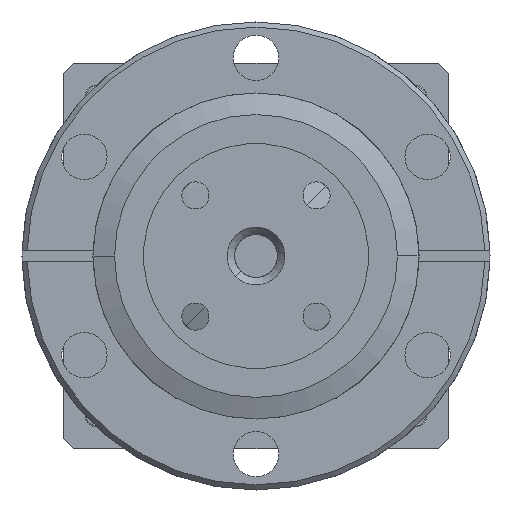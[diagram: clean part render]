
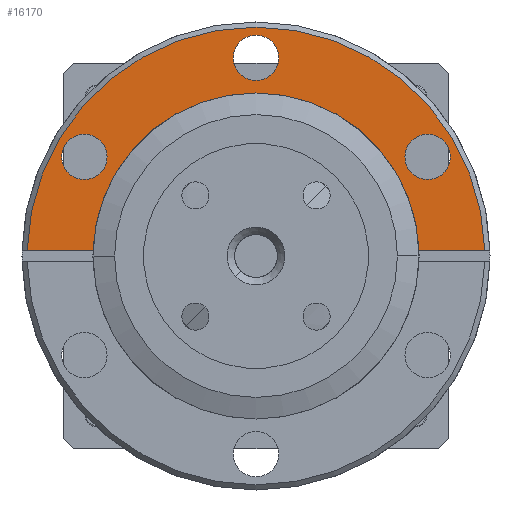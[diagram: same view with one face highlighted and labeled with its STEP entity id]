
A CAD part, front view. The second image highlights one B-rep face of the part: STEP entity #16170.
In plain terms, the highlighted planar face has unit normal (0, -1, 0).
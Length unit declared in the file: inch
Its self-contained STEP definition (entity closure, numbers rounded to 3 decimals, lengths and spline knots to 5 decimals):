
#137 = CIRCLE ( 'NONE', #10221, 0.1325 ) ;
#216 = EDGE_CURVE ( 'NONE', #9787, #9769, #16549, .T. ) ;
#219 = EDGE_CURVE ( 'NONE', #9784, #9758, #16553, .T. ) ;
#1473 = ORIENTED_EDGE ( 'NONE', *, *, #17677, .F. ) ;
#1497 = ORIENTED_EDGE ( 'NONE', *, *, #2124, .F. ) ;
#1516 = ORIENTED_EDGE ( 'NONE', *, *, #216, .F. ) ;
#1910 = EDGE_LOOP ( 'NONE', ( #17547, #9344 ) ) ;
#1916 = EDGE_LOOP ( 'NONE', ( #9408, #1497 ) ) ;
#1917 = EDGE_LOOP ( 'NONE', ( #16343, #1516 ) ) ;
#1919 = EDGE_LOOP ( 'NONE', ( #16329, #9368, #16348, #1473 ) ) ;
#2124 = EDGE_CURVE ( 'NONE', #9777, #9730, #137, .T. ) ;
#2564 = DIRECTION ( 'NONE',  ( 0., 0., 1. ) ) ;
#2569 = CARTESIAN_POINT ( 'NONE',  ( -1.00113, -0.788, 0.578 ) ) ;
#2615 = DIRECTION ( 'NONE',  ( 0., -1., 0. ) ) ;
#7878 = CARTESIAN_POINT ( 'NONE',  ( 0.95053, -0.788, 0.03 ) ) ;
#7887 = CARTESIAN_POINT ( 'NONE',  ( 1.33466, -0.788, 0.03 ) ) ;
#7954 = CARTESIAN_POINT ( 'NONE',  ( 1.00113, -0.788, 0.7105 ) ) ;
#7990 = CARTESIAN_POINT ( 'NONE',  ( 0., -0.788, 1.2885 ) ) ;
#8008 = CARTESIAN_POINT ( 'NONE',  ( -1.00113, -0.788, 0.7105 ) ) ;
#8017 = CARTESIAN_POINT ( 'NONE',  ( 1.00113, -0.788, 0.4455 ) ) ;
#8024 = CARTESIAN_POINT ( 'NONE',  ( 0., -0.788, 1.0235 ) ) ;
#8028 = CARTESIAN_POINT ( 'NONE',  ( -1.00113, -0.788, 0.4455 ) ) ;
#8179 = CARTESIAN_POINT ( 'NONE',  ( -0.95053, -0.788, 0.03 ) ) ;
#8188 = CARTESIAN_POINT ( 'NONE',  ( -1.33466, -0.788, 0.03 ) ) ;
#8546 = DIRECTION ( 'NONE',  ( 0., -1., 0. ) ) ;
#8547 = CARTESIAN_POINT ( 'NONE',  ( 0., -0.788, 1.156 ) ) ;
#8548 = DIRECTION ( 'NONE',  ( 0., 0., 1. ) ) ;
#9344 = ORIENTED_EDGE ( 'NONE', *, *, #219, .F. ) ;
#9368 = ORIENTED_EDGE ( 'NONE', *, *, #17702, .F. ) ;
#9408 = ORIENTED_EDGE ( 'NONE', *, *, #17686, .F. ) ;
#9671 = VERTEX_POINT ( 'NONE', #7878 ) ;
#9679 = VERTEX_POINT ( 'NONE', #7887 ) ;
#9730 = VERTEX_POINT ( 'NONE', #7954 ) ;
#9758 = VERTEX_POINT ( 'NONE', #7990 ) ;
#9769 = VERTEX_POINT ( 'NONE', #8008 ) ;
#9777 = VERTEX_POINT ( 'NONE', #8017 ) ;
#9784 = VERTEX_POINT ( 'NONE', #8024 ) ;
#9787 = VERTEX_POINT ( 'NONE', #8028 ) ;
#9875 = VERTEX_POINT ( 'NONE', #8179 ) ;
#9880 = VERTEX_POINT ( 'NONE', #8188 ) ;
#10221 = AXIS2_PLACEMENT_3D ( 'NONE', #18405, #18406, #18407 ) ;
#10500 = AXIS2_PLACEMENT_3D ( 'NONE', #10924, #10933, #10934 ) ;
#10920 = PLANE ( 'NONE',  #10500 ) ;
#10924 = CARTESIAN_POINT ( 'NONE',  ( -1.365, -0.788, 0. ) ) ;
#10933 = DIRECTION ( 'NONE',  ( 0., 1., 0. ) ) ;
#10934 = DIRECTION ( 'NONE',  ( -1., 0., 0. ) ) ;
#11434 = FACE_BOUND ( 'NONE', #1917, .T. ) ;
#11450 = FACE_BOUND ( 'NONE', #1910, .T. ) ;
#11460 = FACE_OUTER_BOUND ( 'NONE', #1919, .T. ) ;
#11462 = FACE_BOUND ( 'NONE', #1916, .T. ) ;
#13122 = AXIS2_PLACEMENT_3D ( 'NONE', #15226, #15232, #15233 ) ;
#13123 = AXIS2_PLACEMENT_3D ( 'NONE', #15278, #15279, #15280 ) ;
#13126 = AXIS2_PLACEMENT_3D ( 'NONE', #15247, #15261, #15262 ) ;
#13131 = AXIS2_PLACEMENT_3D ( 'NONE', #15275, #15282, #15283 ) ;
#13132 = AXIS2_PLACEMENT_3D ( 'NONE', #15284, #15285, #15286 ) ;
#13676 = LINE ( 'NONE', #15207, #13677 ) ;
#13677 = VECTOR ( 'NONE', #15208, 39.37008 ) ;
#13692 = CIRCLE ( 'NONE', #13122, 0.1325 ) ;
#13702 = LINE ( 'NONE', #15276, #13705 ) ;
#13703 = CIRCLE ( 'NONE', #13126, 0.951 ) ;
#13705 = VECTOR ( 'NONE', #15277, 39.37008 ) ;
#13709 = CIRCLE ( 'NONE', #13123, 0.1325 ) ;
#13710 = CIRCLE ( 'NONE', #13131, 1.335 ) ;
#13711 = CIRCLE ( 'NONE', #13132, 0.1325 ) ;
#15207 = CARTESIAN_POINT ( 'NONE',  ( -1.38335, -0.788, 0.03 ) ) ;
#15208 = DIRECTION ( 'NONE',  ( -1., 0., 0. ) ) ;
#15226 = CARTESIAN_POINT ( 'NONE',  ( 1.00113, -0.788, 0.578 ) ) ;
#15232 = DIRECTION ( 'NONE',  ( 0., -1., 0. ) ) ;
#15233 = DIRECTION ( 'NONE',  ( 0., 0., 1. ) ) ;
#15247 = CARTESIAN_POINT ( 'NONE',  ( 0., -0.788, 0. ) ) ;
#15261 = DIRECTION ( 'NONE',  ( 0., -1., 0. ) ) ;
#15262 = DIRECTION ( 'NONE',  ( 1., 0., 0. ) ) ;
#15275 = CARTESIAN_POINT ( 'NONE',  ( 0., -0.788, 0. ) ) ;
#15276 = CARTESIAN_POINT ( 'NONE',  ( 1.38335, -0.788, 0.03 ) ) ;
#15277 = DIRECTION ( 'NONE',  ( -1., 0., 0. ) ) ;
#15278 = CARTESIAN_POINT ( 'NONE',  ( -1.00113, -0.788, 0.578 ) ) ;
#15279 = DIRECTION ( 'NONE',  ( 0., -1., 0. ) ) ;
#15280 = DIRECTION ( 'NONE',  ( 0., 0., 1. ) ) ;
#15282 = DIRECTION ( 'NONE',  ( 0., -1., 0. ) ) ;
#15283 = DIRECTION ( 'NONE',  ( -1., 0., 0. ) ) ;
#15284 = CARTESIAN_POINT ( 'NONE',  ( 0., -0.788, 1.156 ) ) ;
#15285 = DIRECTION ( 'NONE',  ( 0., -1., 0. ) ) ;
#15286 = DIRECTION ( 'NONE',  ( 0., 0., 1. ) ) ;
#16170 = ADVANCED_FACE ( 'NONE', ( #11450, #11434, #11460, #11462 ), #10920, .F. ) ;
#16329 = ORIENTED_EDGE ( 'NONE', *, *, #17697, .F. ) ;
#16343 = ORIENTED_EDGE ( 'NONE', *, *, #17703, .F. ) ;
#16348 = ORIENTED_EDGE ( 'NONE', *, *, #17704, .T. ) ;
#16549 = CIRCLE ( 'NONE', #17501, 0.1325 ) ;
#16553 = CIRCLE ( 'NONE', #17503, 0.1325 ) ;
#17501 = AXIS2_PLACEMENT_3D ( 'NONE', #2569, #2615, #2564 ) ;
#17503 = AXIS2_PLACEMENT_3D ( 'NONE', #8547, #8546, #8548 ) ;
#17547 = ORIENTED_EDGE ( 'NONE', *, *, #17705, .F. ) ;
#17677 = EDGE_CURVE ( 'NONE', #9875, #9880, #13676, .T. ) ;
#17686 = EDGE_CURVE ( 'NONE', #9730, #9777, #13692, .T. ) ;
#17697 = EDGE_CURVE ( 'NONE', #9671, #9875, #13703, .T. ) ;
#17702 = EDGE_CURVE ( 'NONE', #9679, #9671, #13702, .T. ) ;
#17703 = EDGE_CURVE ( 'NONE', #9769, #9787, #13709, .T. ) ;
#17704 = EDGE_CURVE ( 'NONE', #9679, #9880, #13710, .T. ) ;
#17705 = EDGE_CURVE ( 'NONE', #9758, #9784, #13711, .T. ) ;
#18405 = CARTESIAN_POINT ( 'NONE',  ( 1.00113, -0.788, 0.578 ) ) ;
#18406 = DIRECTION ( 'NONE',  ( 0., -1., 0. ) ) ;
#18407 = DIRECTION ( 'NONE',  ( 0., 0., 1. ) ) ;
